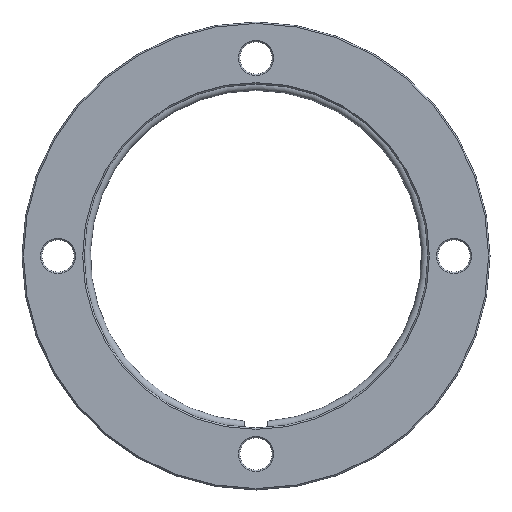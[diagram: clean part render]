
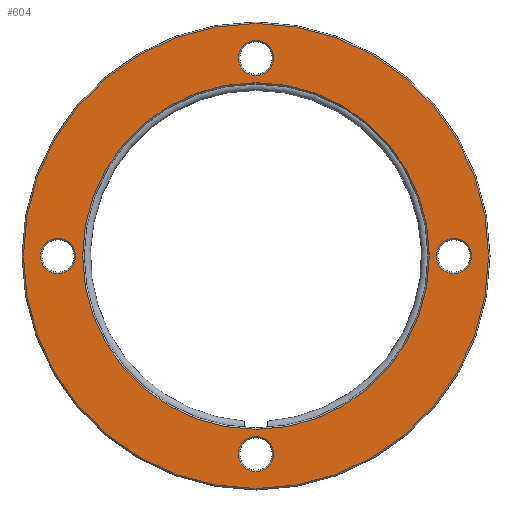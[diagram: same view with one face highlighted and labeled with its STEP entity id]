
A CAD part, front view. The second image highlights one B-rep face of the part: STEP entity #604.
In plain terms, the highlighted planar face has unit normal (0, -1, 0).
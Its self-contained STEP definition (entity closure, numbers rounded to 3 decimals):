
#2 = CARTESIAN_POINT ( 'NONE',  ( -55., 0., 4.9 ) ) ;
#12 = CIRCLE ( 'NONE', #400, 48.15 ) ;
#22 = ORIENTED_EDGE ( 'NONE', *, *, #1341, .T. ) ;
#41 = ORIENTED_EDGE ( 'NONE', *, *, #542, .T. ) ;
#42 = ORIENTED_EDGE ( 'NONE', *, *, #670, .T. ) ;
#51 = DIRECTION ( 'NONE',  ( 0., -1., 0. ) ) ;
#57 = ORIENTED_EDGE ( 'NONE', *, *, #1355, .T. ) ;
#63 = DIRECTION ( 'NONE',  ( 0., 0., 1. ) ) ;
#79 = CIRCLE ( 'NONE', #1105, 4.9 ) ;
#84 = FACE_BOUND ( 'NONE', #1236, .T. ) ;
#101 = DIRECTION ( 'NONE',  ( 0., 0., 1. ) ) ;
#108 = DIRECTION ( 'NONE',  ( 0., 1., 0. ) ) ;
#111 = CARTESIAN_POINT ( 'NONE',  ( 55., 0., 0. ) ) ;
#116 = CARTESIAN_POINT ( 'NONE',  ( 0., 0., 0. ) ) ;
#121 = CIRCLE ( 'NONE', #972, 4.9 ) ;
#141 = VERTEX_POINT ( 'NONE', #482 ) ;
#146 = ORIENTED_EDGE ( 'NONE', *, *, #440, .T. ) ;
#177 = CARTESIAN_POINT ( 'NONE',  ( 55., 0., 4.9 ) ) ;
#179 = DIRECTION ( 'NONE',  ( 0., 0., 1. ) ) ;
#184 = DIRECTION ( 'NONE',  ( 0., 1., 0. ) ) ;
#202 = CARTESIAN_POINT ( 'NONE',  ( 0., 0., 0. ) ) ;
#203 = CIRCLE ( 'NONE', #500, 64.6 ) ;
#208 = EDGE_LOOP ( 'NONE', ( #412, #338 ) ) ;
#210 = VERTEX_POINT ( 'NONE', #442 ) ;
#227 = DIRECTION ( 'NONE',  ( 0., 0., 1. ) ) ;
#233 = CIRCLE ( 'NONE', #1195, 4.9 ) ;
#245 = CIRCLE ( 'NONE', #1310, 4.9 ) ;
#250 = DIRECTION ( 'NONE',  ( 0., 1., 0. ) ) ;
#255 = CARTESIAN_POINT ( 'NONE',  ( 0., 0., 55. ) ) ;
#316 = VERTEX_POINT ( 'NONE', #389 ) ;
#338 = ORIENTED_EDGE ( 'NONE', *, *, #716, .T. ) ;
#389 = CARTESIAN_POINT ( 'NONE',  ( 0., 0., -59.9 ) ) ;
#391 = CARTESIAN_POINT ( 'NONE',  ( -55., 0., -4.9 ) ) ;
#400 = AXIS2_PLACEMENT_3D ( 'NONE', #202, #184, #179 ) ;
#412 = ORIENTED_EDGE ( 'NONE', *, *, #1412, .T. ) ;
#429 = FACE_BOUND ( 'NONE', #893, .T. ) ;
#433 = ORIENTED_EDGE ( 'NONE', *, *, #1351, .T. ) ;
#440 = EDGE_CURVE ( 'NONE', #1277, #958, #1183, .T. ) ;
#442 = CARTESIAN_POINT ( 'NONE',  ( 0., 0., -64.6 ) ) ;
#455 = EDGE_LOOP ( 'NONE', ( #41, #57 ) ) ;
#477 = DIRECTION ( 'NONE',  ( 0., 0., 1. ) ) ;
#478 = DIRECTION ( 'NONE',  ( 0., 0., 1. ) ) ;
#482 = CARTESIAN_POINT ( 'NONE',  ( 0., 0., 48.15 ) ) ;
#485 = ORIENTED_EDGE ( 'NONE', *, *, #1318, .T. ) ;
#487 = DIRECTION ( 'NONE',  ( 0., 1., 0. ) ) ;
#494 = CARTESIAN_POINT ( 'NONE',  ( 55., 0., 0. ) ) ;
#495 = AXIS2_PLACEMENT_3D ( 'NONE', #1127, #1150, #625 ) ;
#496 = AXIS2_PLACEMENT_3D ( 'NONE', #823, #859, #862 ) ;
#499 = CIRCLE ( 'NONE', #988, 48.15 ) ;
#500 = AXIS2_PLACEMENT_3D ( 'NONE', #510, #522, #477 ) ;
#502 = ORIENTED_EDGE ( 'NONE', *, *, #1331, .T. ) ;
#510 = CARTESIAN_POINT ( 'NONE',  ( 0., 0., 0. ) ) ;
#522 = DIRECTION ( 'NONE',  ( 0., -1., 0. ) ) ;
#542 = EDGE_CURVE ( 'NONE', #713, #141, #12, .T. ) ;
#554 = AXIS2_PLACEMENT_3D ( 'NONE', #111, #108, #101 ) ;
#599 = CARTESIAN_POINT ( 'NONE',  ( 0., 0., -48.15 ) ) ;
#600 = CIRCLE ( 'NONE', #1090, 64.6 ) ;
#604 = ADVANCED_FACE ( 'NONE', ( #1108, #905, #429, #1182, #84, #605 ), #757, .F. ) ;
#605 = FACE_BOUND ( 'NONE', #930, .T. ) ;
#625 = DIRECTION ( 'NONE',  ( 0., 0., 1. ) ) ;
#638 = VERTEX_POINT ( 'NONE', #1071 ) ;
#670 = EDGE_CURVE ( 'NONE', #1314, #1170, #751, .T. ) ;
#680 = DIRECTION ( 'NONE',  ( 0., 0., 1. ) ) ;
#684 = VERTEX_POINT ( 'NONE', #755 ) ;
#691 = DIRECTION ( 'NONE',  ( 0., 1., 0. ) ) ;
#697 = CARTESIAN_POINT ( 'NONE',  ( -55., 0., 0. ) ) ;
#713 = VERTEX_POINT ( 'NONE', #599 ) ;
#716 = EDGE_CURVE ( 'NONE', #210, #638, #203, .T. ) ;
#744 = CIRCLE ( 'NONE', #761, 4.9 ) ;
#751 = CIRCLE ( 'NONE', #495, 4.9 ) ;
#755 = CARTESIAN_POINT ( 'NONE',  ( 0., 0., -50.1 ) ) ;
#757 = PLANE ( 'NONE',  #496 ) ;
#761 = AXIS2_PLACEMENT_3D ( 'NONE', #494, #487, #478 ) ;
#823 = CARTESIAN_POINT ( 'NONE',  ( -47.75, 0., 0. ) ) ;
#838 = CARTESIAN_POINT ( 'NONE',  ( 0., 0., 59.9 ) ) ;
#852 = DIRECTION ( 'NONE',  ( 0., 0., 1. ) ) ;
#859 = DIRECTION ( 'NONE',  ( 0., 1., 0. ) ) ;
#862 = DIRECTION ( 'NONE',  ( 0., 0., 1. ) ) ;
#864 = ORIENTED_EDGE ( 'NONE', *, *, #1241, .T. ) ;
#873 = DIRECTION ( 'NONE',  ( 0., 1., 0. ) ) ;
#893 = EDGE_LOOP ( 'NONE', ( #864, #1309 ) ) ;
#898 = CARTESIAN_POINT ( 'NONE',  ( 0., 0., -55. ) ) ;
#905 = FACE_BOUND ( 'NONE', #455, .T. ) ;
#908 = VERTEX_POINT ( 'NONE', #2 ) ;
#910 = CIRCLE ( 'NONE', #1050, 4.9 ) ;
#930 = EDGE_LOOP ( 'NONE', ( #485, #433 ) ) ;
#958 = VERTEX_POINT ( 'NONE', #177 ) ;
#972 = AXIS2_PLACEMENT_3D ( 'NONE', #1406, #1206, #1415 ) ;
#988 = AXIS2_PLACEMENT_3D ( 'NONE', #1132, #1140, #1147 ) ;
#1038 = CARTESIAN_POINT ( 'NONE',  ( 0., 0., -55. ) ) ;
#1043 = DIRECTION ( 'NONE',  ( 0., 1., 0. ) ) ;
#1049 = DIRECTION ( 'NONE',  ( 0., 0., 1. ) ) ;
#1050 = AXIS2_PLACEMENT_3D ( 'NONE', #898, #873, #852 ) ;
#1071 = CARTESIAN_POINT ( 'NONE',  ( 0., 0., 64.6 ) ) ;
#1090 = AXIS2_PLACEMENT_3D ( 'NONE', #116, #51, #63 ) ;
#1105 = AXIS2_PLACEMENT_3D ( 'NONE', #1038, #1043, #1049 ) ;
#1108 = FACE_OUTER_BOUND ( 'NONE', #208, .T. ) ;
#1127 = CARTESIAN_POINT ( 'NONE',  ( 0., 0., 55. ) ) ;
#1132 = CARTESIAN_POINT ( 'NONE',  ( 0., 0., 0. ) ) ;
#1140 = DIRECTION ( 'NONE',  ( 0., 1., 0. ) ) ;
#1147 = DIRECTION ( 'NONE',  ( 0., 0., 1. ) ) ;
#1150 = DIRECTION ( 'NONE',  ( 0., 1., 0. ) ) ;
#1170 = VERTEX_POINT ( 'NONE', #838 ) ;
#1182 = FACE_BOUND ( 'NONE', #1321, .T. ) ;
#1183 = CIRCLE ( 'NONE', #554, 4.9 ) ;
#1195 = AXIS2_PLACEMENT_3D ( 'NONE', #697, #691, #680 ) ;
#1202 = CARTESIAN_POINT ( 'NONE',  ( 0., 0., 50.1 ) ) ;
#1206 = DIRECTION ( 'NONE',  ( 0., 1., 0. ) ) ;
#1236 = EDGE_LOOP ( 'NONE', ( #146, #502 ) ) ;
#1241 = EDGE_CURVE ( 'NONE', #1405, #908, #121, .T. ) ;
#1277 = VERTEX_POINT ( 'NONE', #1290 ) ;
#1290 = CARTESIAN_POINT ( 'NONE',  ( 55., 0., -4.9 ) ) ;
#1309 = ORIENTED_EDGE ( 'NONE', *, *, #1328, .T. ) ;
#1310 = AXIS2_PLACEMENT_3D ( 'NONE', #255, #250, #227 ) ;
#1314 = VERTEX_POINT ( 'NONE', #1202 ) ;
#1318 = EDGE_CURVE ( 'NONE', #316, #684, #910, .T. ) ;
#1321 = EDGE_LOOP ( 'NONE', ( #42, #22 ) ) ;
#1328 = EDGE_CURVE ( 'NONE', #908, #1405, #233, .T. ) ;
#1331 = EDGE_CURVE ( 'NONE', #958, #1277, #744, .T. ) ;
#1341 = EDGE_CURVE ( 'NONE', #1170, #1314, #245, .T. ) ;
#1351 = EDGE_CURVE ( 'NONE', #684, #316, #79, .T. ) ;
#1355 = EDGE_CURVE ( 'NONE', #141, #713, #499, .T. ) ;
#1405 = VERTEX_POINT ( 'NONE', #391 ) ;
#1406 = CARTESIAN_POINT ( 'NONE',  ( -55., 0., 0. ) ) ;
#1412 = EDGE_CURVE ( 'NONE', #638, #210, #600, .T. ) ;
#1415 = DIRECTION ( 'NONE',  ( 0., 0., 1. ) ) ;
